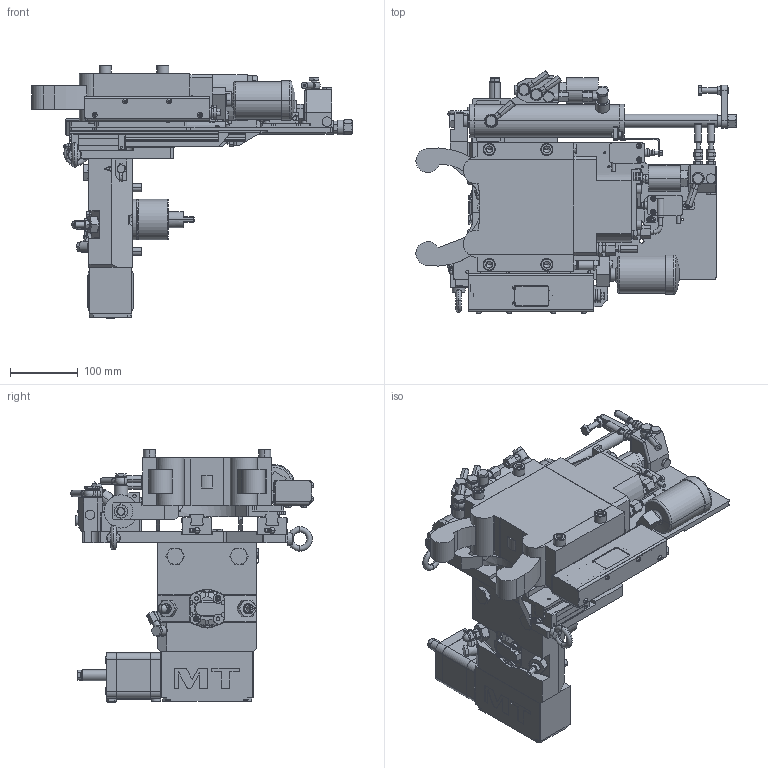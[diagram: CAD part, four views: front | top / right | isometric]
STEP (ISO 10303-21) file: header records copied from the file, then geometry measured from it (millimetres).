
FILE_DESCRIPTION((''),'2;1');
FILE_NAME('MNL0560300JP_CONF','2023-02-17T10:48:20',('sterribile'),('M.T. srl'),'CREO PARAMETRIC BY PTC INC, 2021072','CREO PARAMETRIC BY PTC INC, 2021072','');
FILE_SCHEMA(('CONFIG_CONTROL_DESIGN'));
Products named in the file (1): MNL0560300JP_CONF
Bounding box: 472.05 x 357.89 x 374.4 mm (x, y, z)
Volume: 8384343.4 mm3; surface area: 897669.8 mm2
Topology: 4 solids, 4 shells, 3421 faces, 8625 edges, 5404 vertices
Faces by surface type: plane 1687, cylinder 1180, cone 365, torus 125, sphere 34, bspline 26, extrusion 2, revolution 2
Entity records: 115413 total; most frequent: CARTESIAN_POINT 32269, DIRECTION 17819, ORIENTED_EDGE 17054, EDGE_CURVE 8527, AXIS2_PLACEMENT_3D 6534, VERTEX_POINT 5404, VECTOR 4749, LINE 4747
